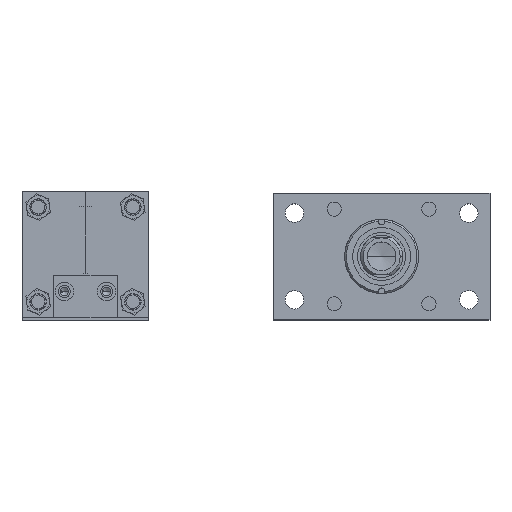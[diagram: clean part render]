
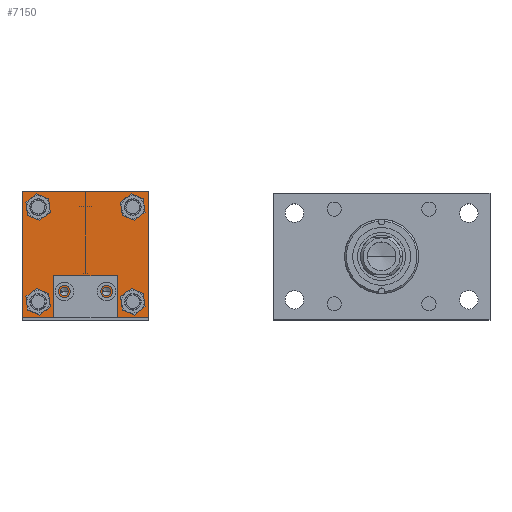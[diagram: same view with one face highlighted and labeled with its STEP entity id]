
A CAD part, top view. The second image highlights one B-rep face of the part: STEP entity #7150.
In plain terms, the highlighted face is planar.
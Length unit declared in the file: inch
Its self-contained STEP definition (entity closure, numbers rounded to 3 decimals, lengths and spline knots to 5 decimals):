
#22 = ORIENTED_EDGE ( 'NONE', *, *, #5817, .F. ) ;
#108 = EDGE_LOOP ( 'NONE', ( #9941, #1243 ) ) ;
#264 = FACE_OUTER_BOUND ( 'NONE', #667, .T. ) ;
#284 = ORIENTED_EDGE ( 'NONE', *, *, #7642, .T. ) ;
#285 = AXIS2_PLACEMENT_3D ( 'NONE', #3034, #2000, #2865 ) ;
#415 = CARTESIAN_POINT ( 'NONE',  ( 4.19488, 7.73791, -0.3831 ) ) ;
#611 = AXIS2_PLACEMENT_3D ( 'NONE', #3006, #2052, #5868 ) ;
#667 = EDGE_LOOP ( 'NONE', ( #4114, #8633, #7613, #7166 ) ) ;
#688 = CIRCLE ( 'NONE', #611, 0.1005 ) ;
#794 = DIRECTION ( 'NONE',  ( 1., 0., 0. ) ) ;
#805 = CARTESIAN_POINT ( 'NONE',  ( 6.43288, 9.97591, -0.3831 ) ) ;
#807 = ORIENTED_EDGE ( 'NONE', *, *, #5741, .T. ) ;
#821 = LINE ( 'NONE', #12599, #9842 ) ;
#1108 = DIRECTION ( 'NONE',  ( 1., 0., 0. ) ) ;
#1229 = CARTESIAN_POINT ( 'NONE',  ( 6.22988, 9.97591, -0.3831 ) ) ;
#1243 = ORIENTED_EDGE ( 'NONE', *, *, #2833, .T. ) ;
#1459 = DIRECTION ( 'NONE',  ( 1., 0., 0. ) ) ;
#1577 = DIRECTION ( 'NONE',  ( 0., 0., -1. ) ) ;
#1681 = FACE_BOUND ( 'NONE', #108, .T. ) ;
#1727 = CARTESIAN_POINT ( 'NONE',  ( 5.91438, 7.98191, -0.3831 ) ) ;
#1804 = ORIENTED_EDGE ( 'NONE', *, *, #8597, .F. ) ;
#1897 = EDGE_LOOP ( 'NONE', ( #7410, #11472 ) ) ;
#1902 = EDGE_LOOP ( 'NONE', ( #22, #1804 ) ) ;
#1998 = CIRCLE ( 'NONE', #7169, 0.203 ) ;
#2000 = DIRECTION ( 'NONE',  ( 0., 0., -1. ) ) ;
#2052 = DIRECTION ( 'NONE',  ( 0., 0., -1. ) ) ;
#2167 = CIRCLE ( 'NONE', #5589, 0.203 ) ;
#2354 = DIRECTION ( 'NONE',  ( 0., 0., -1. ) ) ;
#2529 = EDGE_CURVE ( 'NONE', #10468, #4385, #688, .T. ) ;
#2541 = CARTESIAN_POINT ( 'NONE',  ( 6.22988, 7.73791, -0.3831 ) ) ;
#2581 = LINE ( 'NONE', #4834, #7545 ) ;
#2833 = EDGE_CURVE ( 'NONE', #4166, #3711, #11907, .T. ) ;
#2861 = CARTESIAN_POINT ( 'NONE',  ( 5.31388, 5.55135, -0.3831 ) ) ;
#2865 = DIRECTION ( 'NONE',  ( -1., 0., 0. ) ) ;
#3006 = CARTESIAN_POINT ( 'NONE',  ( 4.81388, 7.98191, -0.3831 ) ) ;
#3034 = CARTESIAN_POINT ( 'NONE',  ( 5.81388, 7.98191, -0.3831 ) ) ;
#3088 = VECTOR ( 'NONE', #8118, 39.37008 ) ;
#3090 = CARTESIAN_POINT ( 'NONE',  ( 4.39788, 9.97591, -0.3831 ) ) ;
#3133 = EDGE_CURVE ( 'NONE', #3329, #11367, #2581, .T. ) ;
#3329 = VERTEX_POINT ( 'NONE', #9109 ) ;
#3406 = CIRCLE ( 'NONE', #12353, 0.203 ) ;
#3421 = DIRECTION ( 'NONE',  ( 1., 0., 0. ) ) ;
#3435 = DIRECTION ( 'NONE',  ( 1., 0., 0. ) ) ;
#3533 = CIRCLE ( 'NONE', #285, 0.1005 ) ;
#3711 = VERTEX_POINT ( 'NONE', #2541 ) ;
#3798 = DIRECTION ( 'NONE',  ( 0., 0., 1. ) ) ;
#3898 = CARTESIAN_POINT ( 'NONE',  ( 4.19488, 9.97591, -0.3831 ) ) ;
#4031 = DIRECTION ( 'NONE',  ( 1., 0., 0. ) ) ;
#4114 = ORIENTED_EDGE ( 'NONE', *, *, #4637, .T. ) ;
#4166 = VERTEX_POINT ( 'NONE', #9495 ) ;
#4319 = FACE_BOUND ( 'NONE', #8379, .T. ) ;
#4385 = VERTEX_POINT ( 'NONE', #12175 ) ;
#4495 = AXIS2_PLACEMENT_3D ( 'NONE', #805, #11054, #1108 ) ;
#4637 = EDGE_CURVE ( 'NONE', #11367, #5697, #821, .T. ) ;
#4657 = AXIS2_PLACEMENT_3D ( 'NONE', #5371, #11399, #5423 ) ;
#4728 = AXIS2_PLACEMENT_3D ( 'NONE', #415, #12332, #3435 ) ;
#4834 = CARTESIAN_POINT ( 'NONE',  ( 6.81388, 5.55135, -0.3831 ) ) ;
#5232 = FACE_BOUND ( 'NONE', #1897, .T. ) ;
#5246 = CIRCLE ( 'NONE', #8498, 0.1005 ) ;
#5323 = EDGE_LOOP ( 'NONE', ( #7013, #8999 ) ) ;
#5371 = CARTESIAN_POINT ( 'NONE',  ( 6.43288, 7.73791, -0.3831 ) ) ;
#5423 = DIRECTION ( 'NONE',  ( 1., 0., 0. ) ) ;
#5448 = CARTESIAN_POINT ( 'NONE',  ( 3.81388, 7.35691, -0.3831 ) ) ;
#5539 = CARTESIAN_POINT ( 'NONE',  ( 5.81388, 7.98191, -0.3831 ) ) ;
#5589 = AXIS2_PLACEMENT_3D ( 'NONE', #10407, #12457, #3421 ) ;
#5697 = VERTEX_POINT ( 'NONE', #5448 ) ;
#5741 = EDGE_CURVE ( 'NONE', #10197, #8403, #12265, .T. ) ;
#5817 = EDGE_CURVE ( 'NONE', #11516, #12527, #5246, .T. ) ;
#5868 = DIRECTION ( 'NONE',  ( -1., 0., 0. ) ) ;
#5906 = EDGE_CURVE ( 'NONE', #8832, #11839, #1998, .T. ) ;
#6017 = LINE ( 'NONE', #9156, #3088 ) ;
#6210 = EDGE_CURVE ( 'NONE', #8403, #10197, #2167, .T. ) ;
#6372 = DIRECTION ( 'NONE',  ( -1., 0., 0. ) ) ;
#6724 = EDGE_CURVE ( 'NONE', #8215, #5697, #6017, .T. ) ;
#6785 = EDGE_CURVE ( 'NONE', #3711, #4166, #8651, .T. ) ;
#6965 = FACE_BOUND ( 'NONE', #5323, .T. ) ;
#7013 = ORIENTED_EDGE ( 'NONE', *, *, #2529, .F. ) ;
#7024 = CARTESIAN_POINT ( 'NONE',  ( 5.31388, 10.35691, -0.3831 ) ) ;
#7150 = ADVANCED_FACE ( 'NONE', ( #9912, #6965, #10066, #4319, #1681, #5232, #264 ), #11790, .F. ) ;
#7153 = AXIS2_PLACEMENT_3D ( 'NONE', #10384, #2354, #6372 ) ;
#7166 = ORIENTED_EDGE ( 'NONE', *, *, #3133, .T. ) ;
#7169 = AXIS2_PLACEMENT_3D ( 'NONE', #3898, #3798, #794 ) ;
#7380 = ORIENTED_EDGE ( 'NONE', *, *, #5906, .T. ) ;
#7410 = ORIENTED_EDGE ( 'NONE', *, *, #12349, .T. ) ;
#7545 = VECTOR ( 'NONE', #9769, 39.37008 ) ;
#7613 = ORIENTED_EDGE ( 'NONE', *, *, #12811, .F. ) ;
#7620 = DIRECTION ( 'NONE',  ( -1., 0., 0. ) ) ;
#7625 = CARTESIAN_POINT ( 'NONE',  ( 4.71338, 7.98191, -0.3831 ) ) ;
#7642 = EDGE_CURVE ( 'NONE', #11839, #8832, #3406, .T. ) ;
#7705 = AXIS2_PLACEMENT_3D ( 'NONE', #8134, #10242, #9081 ) ;
#7840 = CARTESIAN_POINT ( 'NONE',  ( 6.81388, 7.35691, -0.3831 ) ) ;
#7883 = CARTESIAN_POINT ( 'NONE',  ( 6.63588, 9.97591, -0.3831 ) ) ;
#8118 = DIRECTION ( 'NONE',  ( 0., -1., 0. ) ) ;
#8134 = CARTESIAN_POINT ( 'NONE',  ( 6.43288, 9.97591, -0.3831 ) ) ;
#8157 = CIRCLE ( 'NONE', #7705, 0.203 ) ;
#8180 = AXIS2_PLACEMENT_3D ( 'NONE', #2861, #12038, #4031 ) ;
#8215 = VERTEX_POINT ( 'NONE', #9795 ) ;
#8379 = EDGE_LOOP ( 'NONE', ( #807, #12788 ) ) ;
#8403 = VERTEX_POINT ( 'NONE', #11076 ) ;
#8498 = AXIS2_PLACEMENT_3D ( 'NONE', #5539, #1577, #9529 ) ;
#8507 = AXIS2_PLACEMENT_3D ( 'NONE', #9470, #11401, #1459 ) ;
#8555 = CARTESIAN_POINT ( 'NONE',  ( 5.71338, 7.98191, -0.3831 ) ) ;
#8597 = EDGE_CURVE ( 'NONE', #12527, #11516, #3533, .T. ) ;
#8633 = ORIENTED_EDGE ( 'NONE', *, *, #6724, .F. ) ;
#8651 = CIRCLE ( 'NONE', #4657, 0.203 ) ;
#8776 = LINE ( 'NONE', #7024, #10188 ) ;
#8832 = VERTEX_POINT ( 'NONE', #3090 ) ;
#8999 = ORIENTED_EDGE ( 'NONE', *, *, #11100, .F. ) ;
#9038 = CARTESIAN_POINT ( 'NONE',  ( 3.99188, 9.97591, -0.3831 ) ) ;
#9081 = DIRECTION ( 'NONE',  ( 1., 0., 0. ) ) ;
#9109 = CARTESIAN_POINT ( 'NONE',  ( 6.81388, 10.35691, -0.3831 ) ) ;
#9156 = CARTESIAN_POINT ( 'NONE',  ( 3.81388, 5.55135, -0.3831 ) ) ;
#9418 = VERTEX_POINT ( 'NONE', #7883 ) ;
#9452 = EDGE_CURVE ( 'NONE', #9418, #11854, #8157, .T. ) ;
#9470 = CARTESIAN_POINT ( 'NONE',  ( 6.43288, 7.73791, -0.3831 ) ) ;
#9495 = CARTESIAN_POINT ( 'NONE',  ( 6.63588, 7.73791, -0.3831 ) ) ;
#9529 = DIRECTION ( 'NONE',  ( -1., 0., 0. ) ) ;
#9725 = CIRCLE ( 'NONE', #4495, 0.203 ) ;
#9769 = DIRECTION ( 'NONE',  ( 0., -1., 0. ) ) ;
#9795 = CARTESIAN_POINT ( 'NONE',  ( 3.81388, 10.35691, -0.3831 ) ) ;
#9805 = DIRECTION ( 'NONE',  ( 1., 0., 0. ) ) ;
#9842 = VECTOR ( 'NONE', #7620, 39.37008 ) ;
#9912 = FACE_BOUND ( 'NONE', #1902, .T. ) ;
#9941 = ORIENTED_EDGE ( 'NONE', *, *, #6785, .T. ) ;
#10066 = FACE_BOUND ( 'NONE', #12850, .T. ) ;
#10188 = VECTOR ( 'NONE', #11963, 39.37008 ) ;
#10197 = VERTEX_POINT ( 'NONE', #10913 ) ;
#10242 = DIRECTION ( 'NONE',  ( 0., 0., 1. ) ) ;
#10384 = CARTESIAN_POINT ( 'NONE',  ( 4.81388, 7.98191, -0.3831 ) ) ;
#10407 = CARTESIAN_POINT ( 'NONE',  ( 4.19488, 7.73791, -0.3831 ) ) ;
#10468 = VERTEX_POINT ( 'NONE', #7625 ) ;
#10913 = CARTESIAN_POINT ( 'NONE',  ( 3.99188, 7.73791, -0.3831 ) ) ;
#11054 = DIRECTION ( 'NONE',  ( 0., 0., 1. ) ) ;
#11076 = CARTESIAN_POINT ( 'NONE',  ( 4.39788, 7.73791, -0.3831 ) ) ;
#11100 = EDGE_CURVE ( 'NONE', #4385, #10468, #12731, .T. ) ;
#11367 = VERTEX_POINT ( 'NONE', #7840 ) ;
#11399 = DIRECTION ( 'NONE',  ( 0., 0., 1. ) ) ;
#11401 = DIRECTION ( 'NONE',  ( 0., 0., 1. ) ) ;
#11472 = ORIENTED_EDGE ( 'NONE', *, *, #9452, .T. ) ;
#11516 = VERTEX_POINT ( 'NONE', #8555 ) ;
#11790 = PLANE ( 'NONE',  #8180 ) ;
#11833 = DIRECTION ( 'NONE',  ( 0., 0., 1. ) ) ;
#11839 = VERTEX_POINT ( 'NONE', #9038 ) ;
#11854 = VERTEX_POINT ( 'NONE', #1229 ) ;
#11907 = CIRCLE ( 'NONE', #8507, 0.203 ) ;
#11963 = DIRECTION ( 'NONE',  ( -1., 0., 0. ) ) ;
#12038 = DIRECTION ( 'NONE',  ( 0., 0., 1. ) ) ;
#12175 = CARTESIAN_POINT ( 'NONE',  ( 4.91438, 7.98191, -0.3831 ) ) ;
#12265 = CIRCLE ( 'NONE', #4728, 0.203 ) ;
#12332 = DIRECTION ( 'NONE',  ( 0., 0., 1. ) ) ;
#12349 = EDGE_CURVE ( 'NONE', #11854, #9418, #9725, .T. ) ;
#12353 = AXIS2_PLACEMENT_3D ( 'NONE', #12791, #11833, #9805 ) ;
#12457 = DIRECTION ( 'NONE',  ( 0., 0., 1. ) ) ;
#12527 = VERTEX_POINT ( 'NONE', #1727 ) ;
#12599 = CARTESIAN_POINT ( 'NONE',  ( 5.31388, 7.35691, -0.3831 ) ) ;
#12731 = CIRCLE ( 'NONE', #7153, 0.1005 ) ;
#12788 = ORIENTED_EDGE ( 'NONE', *, *, #6210, .T. ) ;
#12791 = CARTESIAN_POINT ( 'NONE',  ( 4.19488, 9.97591, -0.3831 ) ) ;
#12811 = EDGE_CURVE ( 'NONE', #3329, #8215, #8776, .T. ) ;
#12850 = EDGE_LOOP ( 'NONE', ( #284, #7380 ) ) ;
